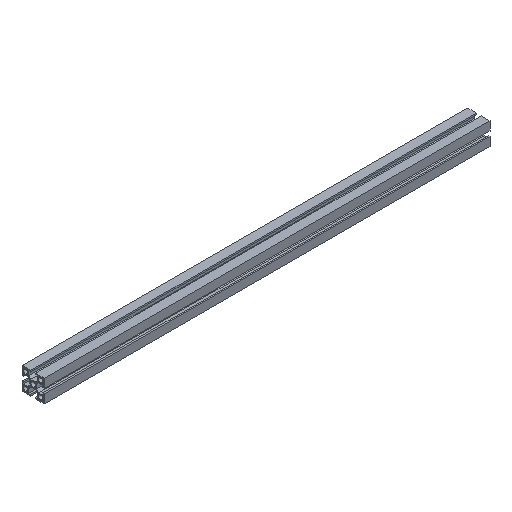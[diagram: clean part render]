
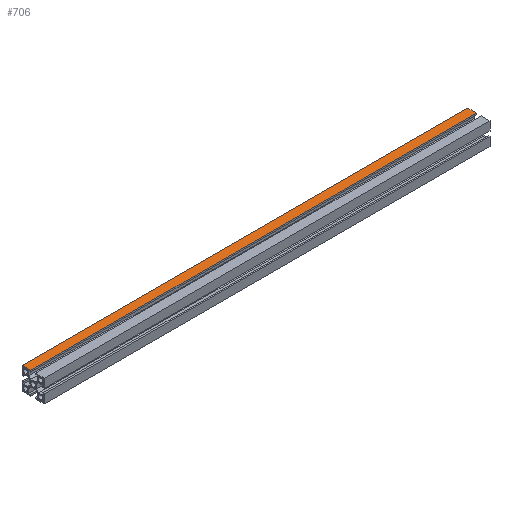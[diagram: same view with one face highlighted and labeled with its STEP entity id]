
A CAD part, isometric view. The second image highlights one B-rep face of the part: STEP entity #706.
In plain terms, the highlighted planar face has unit normal (0, 0, 1).
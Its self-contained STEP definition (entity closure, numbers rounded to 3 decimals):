
#9 = LINE ( 'NONE', #583, #336 ) ;
#103 = CARTESIAN_POINT ( 'NONE',  ( 250., -5.9, -2.5 ) ) ;
#121 = ORIENTED_EDGE ( 'NONE', *, *, #1159, .F. ) ;
#133 = DIRECTION ( 'NONE',  ( 0., 1., 0. ) ) ;
#182 = AXIS2_PLACEMENT_3D ( 'NONE', #958, #688, #379 ) ;
#219 = VERTEX_POINT ( 'NONE', #1216 ) ;
#268 = VECTOR ( 'NONE', #1825, 1000. ) ;
#304 = VECTOR ( 'NONE', #405, 1000. ) ;
#320 = CARTESIAN_POINT ( 'NONE',  ( -50., -5.9, -2.5 ) ) ;
#336 = VECTOR ( 'NONE', #437, 1000. ) ;
#370 = VERTEX_POINT ( 'NONE', #1703 ) ;
#379 = DIRECTION ( 'NONE',  ( 1., 0., 0. ) ) ;
#405 = DIRECTION ( 'NONE',  ( -1., 0., 0. ) ) ;
#437 = DIRECTION ( 'NONE',  ( 0., 1., 0. ) ) ;
#496 = ORIENTED_EDGE ( 'NONE', *, *, #755, .F. ) ;
#499 = VERTEX_POINT ( 'NONE', #320 ) ;
#583 = CARTESIAN_POINT ( 'NONE',  ( -50., -5.9, -2.5 ) ) ;
#660 = ORIENTED_EDGE ( 'NONE', *, *, #1455, .T. ) ;
#661 = EDGE_CURVE ( 'NONE', #1105, #370, #973, .T. ) ;
#688 = DIRECTION ( 'NONE',  ( 0., 0., 1. ) ) ;
#696 = CARTESIAN_POINT ( 'NONE',  ( 250., 0., -2.5 ) ) ;
#706 = ADVANCED_FACE ( 'NONE', ( #988 ), #1412, .T. ) ;
#755 = EDGE_CURVE ( 'NONE', #219, #499, #1691, .T. ) ;
#822 = VECTOR ( 'NONE', #133, 1000. ) ;
#887 = CARTESIAN_POINT ( 'NONE',  ( 250., 0., -2.5 ) ) ;
#958 = CARTESIAN_POINT ( 'NONE',  ( 250., -5.9, -2.5 ) ) ;
#973 = LINE ( 'NONE', #696, #268 ) ;
#988 = FACE_OUTER_BOUND ( 'NONE', #1283, .T. ) ;
#1105 = VERTEX_POINT ( 'NONE', #887 ) ;
#1159 = EDGE_CURVE ( 'NONE', #499, #370, #9, .T. ) ;
#1216 = CARTESIAN_POINT ( 'NONE',  ( 250., -5.9, -2.5 ) ) ;
#1283 = EDGE_LOOP ( 'NONE', ( #121, #496, #660, #1419 ) ) ;
#1412 = PLANE ( 'NONE',  #182 ) ;
#1419 = ORIENTED_EDGE ( 'NONE', *, *, #661, .T. ) ;
#1455 = EDGE_CURVE ( 'NONE', #219, #1105, #1618, .T. ) ;
#1618 = LINE ( 'NONE', #1748, #822 ) ;
#1691 = LINE ( 'NONE', #103, #304 ) ;
#1703 = CARTESIAN_POINT ( 'NONE',  ( -50., 0., -2.5 ) ) ;
#1748 = CARTESIAN_POINT ( 'NONE',  ( 250., -5.9, -2.5 ) ) ;
#1825 = DIRECTION ( 'NONE',  ( -1., 0., 0. ) ) ;
